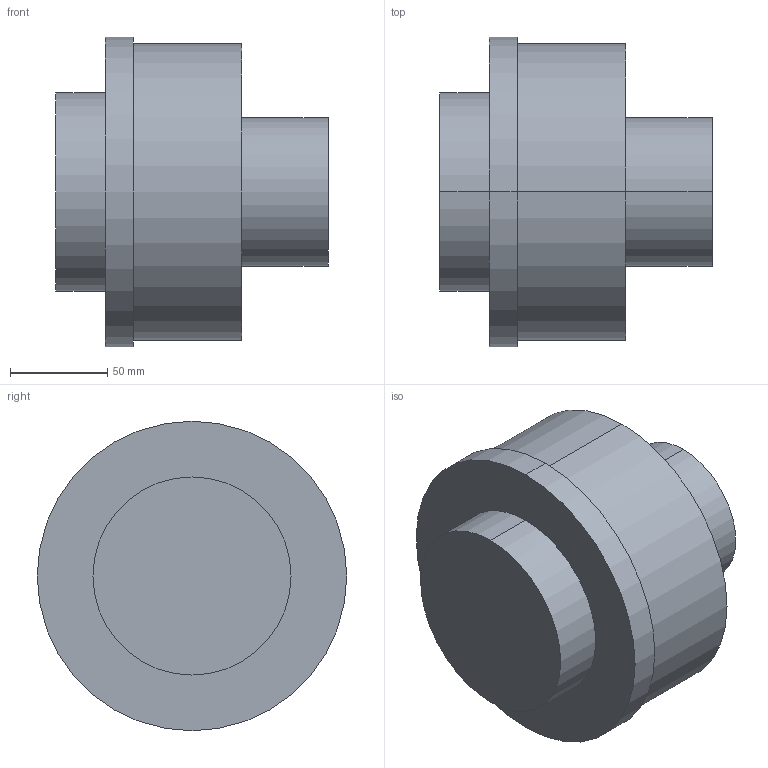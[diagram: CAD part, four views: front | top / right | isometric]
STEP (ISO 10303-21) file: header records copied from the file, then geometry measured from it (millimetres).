
FILE_DESCRIPTION (( 'STEP AP214' ), '1' );
FILE_NAME ('3T-3-6.STEP', '2020-10-23T20:37:18', ( '' ), ( '' ), 'SwSTEP 2.0', 'SolidWorks 2019', '' );
FILE_SCHEMA (( 'AUTOMOTIVE_DESIGN' ));
Length unit declared in the file: inch
Products named in the file (1): 3T-3-6
Bounding box: 139.7 x 158.75 x 158.75 mm (x, y, z)
Volume: 1704972.1 mm3; surface area: 92062.4 mm2
Topology: 1 solids, 1 shells, 41 faces, 241 edges, 233 vertices
Faces by surface type: plane 33, cylinder 8
Entity records: 3705 total; most frequent: CARTESIAN_POINT 1776, ORIENTED_EDGE 482, DIRECTION 260, EDGE_CURVE 241, VERTEX_POINT 233, VECTOR 144, LINE 144, B_SPLINE_CURVE_WITH_KNOTS 81
